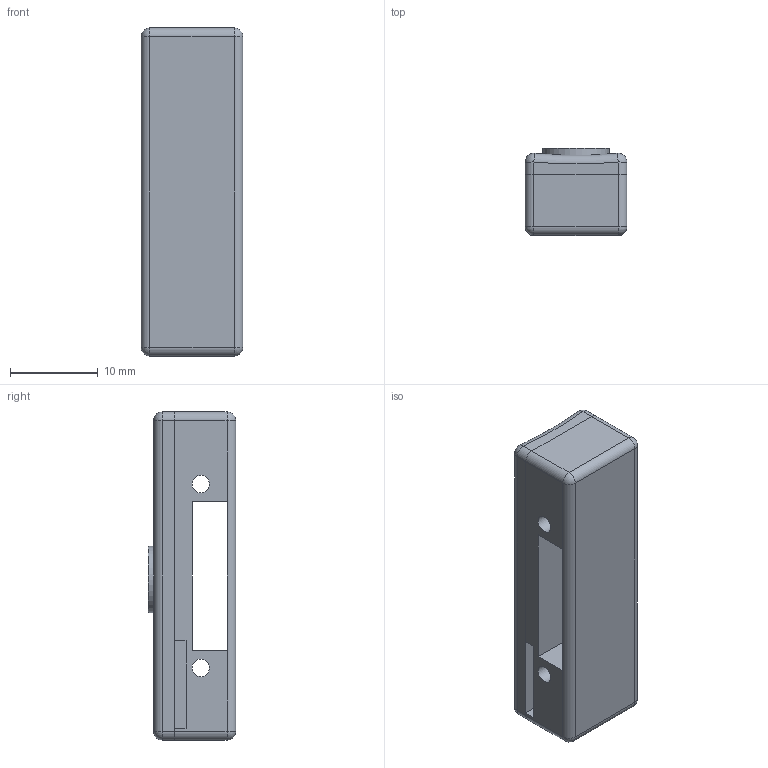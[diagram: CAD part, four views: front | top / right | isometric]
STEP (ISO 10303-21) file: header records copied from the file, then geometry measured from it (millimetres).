
FILE_DESCRIPTION(/* description */ ('STEP AP242','CAx-IF Rec.Pracs.---Representation and Presentation of Product Manufacturing Information (PMI)---4.0---2014-10-13','CAx-IF Rec.Pracs.---3D Tessellated Geometry---0.4---2014-09-14','2;1'),/* implementation_level */ '2;1');
FILE_NAME(/* name */ '64dbcc7b50dd2c76178e0b00',/* time_stamp */ '2023-08-15T19:05:31Z',/* author */ (''),/* organization */ (''),/* preprocessor_version */ 'ST-DEVELOPER v19.4',/* originating_system */ ' ',/* authorisation */ ' ');
FILE_SCHEMA (('AP242_MANAGED_MODEL_BASED_3D_ENGINEERING_MIM_LF { 1 0 10303 442 1 1 4 }'));
Length unit declared in the file: metre
Products named in the file (3): FSR Depressor; TPE Pad; PLA Housing
Bounding box: 11.64 x 10 x 37.5 mm (x, y, z)
Volume: 3009.5 mm3; surface area: 3225.8 mm2
Topology: 3 solids, 3 shells, 55 faces, 140 edges, 81 vertices
Faces by surface type: plane 23, cylinder 22, sphere 8, torus 2
Full cylindrical faces by diameter (mm): 2 x2, 7.62 x2
Entity records: 1638 total; most frequent: DIRECTION 289, CARTESIAN_POINT 271, ORIENTED_EDGE 250, EDGE_CURVE 125, AXIS2_PLACEMENT_3D 107, VERTEX_POINT 78, LINE 75, VECTOR 75
